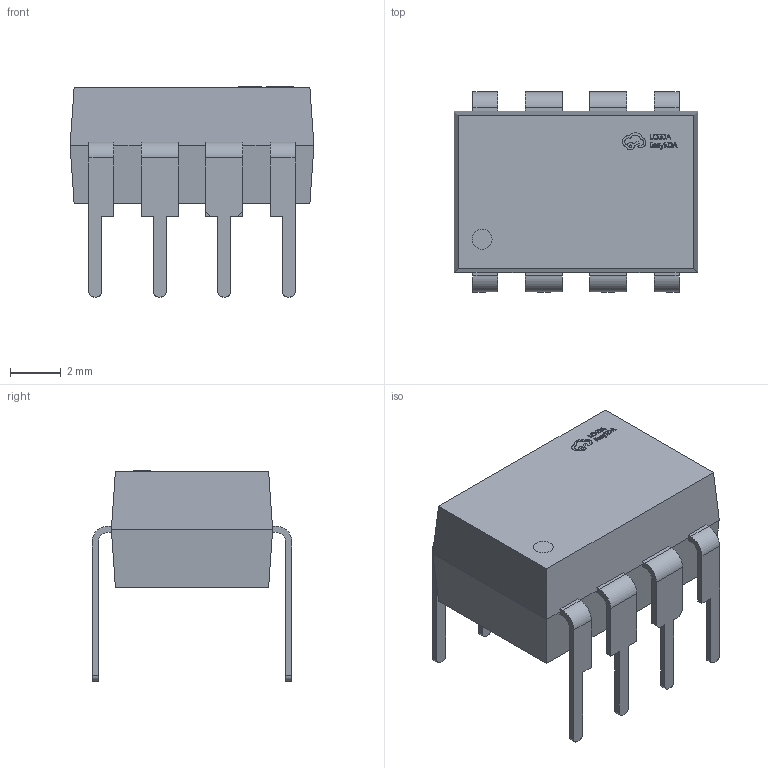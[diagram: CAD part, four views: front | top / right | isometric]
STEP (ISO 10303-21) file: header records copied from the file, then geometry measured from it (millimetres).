
FILE_DESCRIPTION (( 'STEP AP214' ), '1' );
FILE_NAME ('PDIP-8_L9.6-W6.4-P2.54-LS7.62-BL.step', '2022-06-21T14:25:22', ( '' ), ( '' ), 'SwSTEP 2.0', 'SolidWorks 2020', '' );
FILE_SCHEMA (( 'AUTOMOTIVE_DESIGN' ));
Length unit declared in the file: millimetre
Products named in the file (1): PDIP-8_L9.6-W6.4-P2.54-LS7.62-BL
Bounding box: 9.6 x 7.87 x 8.27 mm (x, y, z)
Volume: 278.1 mm3; surface area: 368.5 mm2
Topology: 1 solids, 1 shells, 410 faces, 1139 edges, 758 vertices
Faces by surface type: plane 264, bspline 112, cylinder 34
Entity records: 18755 total; most frequent: CARTESIAN_POINT 4412, ORIENTED_EDGE 2278, DIRECTION 1577, EDGE_CURVE 1139, LINE 843, VECTOR 843, VERTEX_POINT 758, EDGE_LOOP 437
